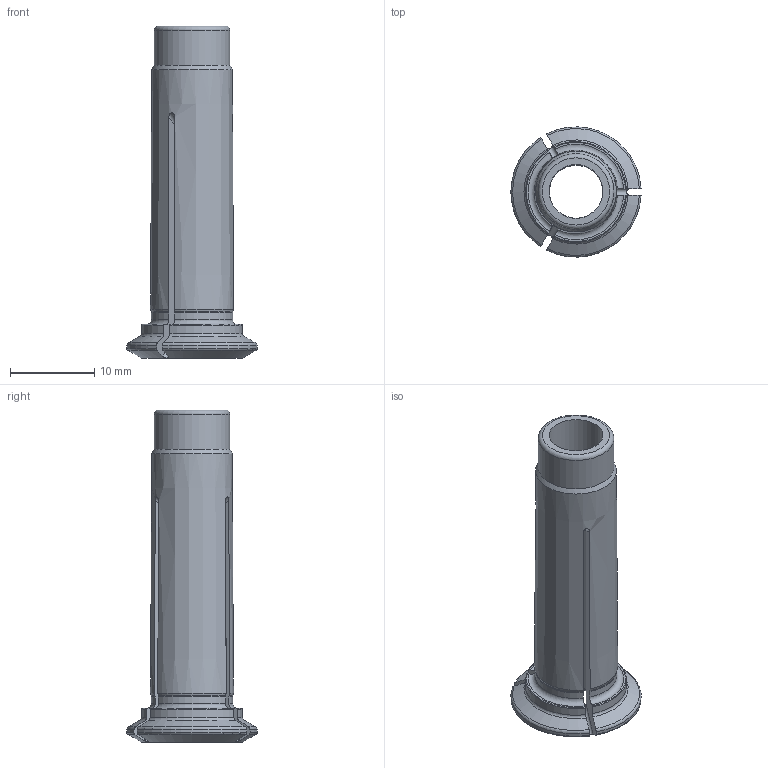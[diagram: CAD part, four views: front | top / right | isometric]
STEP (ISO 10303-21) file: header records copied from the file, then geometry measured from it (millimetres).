
FILE_DESCRIPTION(/* description */ (''),/* implementation_level */ '2;1');
FILE_NAME(/* name */ '171006358.stp',/* time_stamp */ '2021-01-08T12:10:13',/* author */ ('LRA'),/* organization */ ('REGO-FIX'),/* preprocessor_version */ ' Unknown',/* originating_system */ 'SIEMENS PLM Software Solid Edge ST10',/* authorization */ 'Unknown');
FILE_SCHEMA (('AUTOMOTIVE_DESIGN { 1 0 10303 214 2 1 1}'));
Length unit declared in the file: millimetre
Products named in the file (1): NOCUT
Bounding box: 15.49 x 15.49 x 39.5 mm (x, y, z)
Surface area: 2449.7 mm2 (no closed solid volume)
Topology: 0 solids, 1 shells, 61 faces, 185 edges, 122 vertices
Faces by surface type: torus 20, cylinder 18, cone 12, plane 11
Full cylindrical faces by diameter (mm): 6.35 x1, 6.4 x1, 9 x1
Entity records: 2568 total; most frequent: CARTESIAN_POINT 521, ORIENTED_EDGE 342, DIRECTION 328, EDGE_CURVE 171, AXIS2_PLACEMENT_3D 137, VERTEX_POINT 117, EDGE_LOOP 74, FACE_BOUND 74
